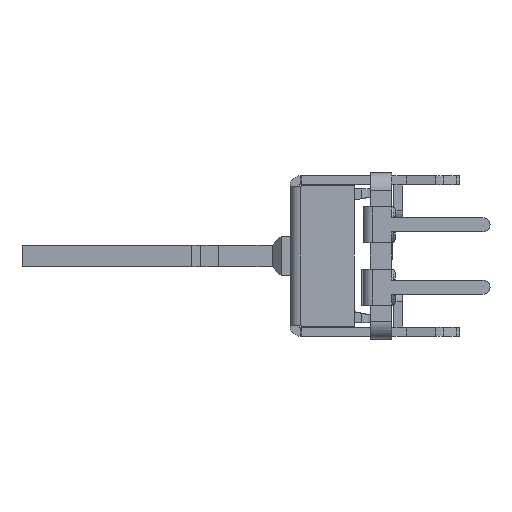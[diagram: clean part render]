
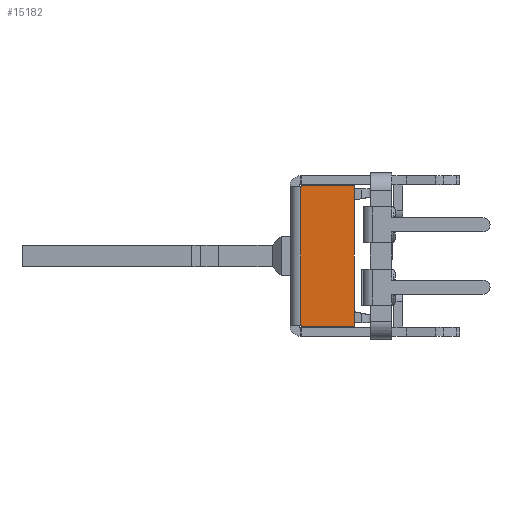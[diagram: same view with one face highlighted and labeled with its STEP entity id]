
A CAD part, left-side view. The second image highlights one B-rep face of the part: STEP entity #15182.
In plain terms, the highlighted planar face has unit normal (-1, 0, 0).
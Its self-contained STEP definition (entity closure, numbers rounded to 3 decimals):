
#3561=DIRECTION('',(0.,0.,-1.));
#3562=VECTOR('',#3561,7.75);
#3563=CARTESIAN_POINT('',(-37.5,-0.6,3.875));
#3564=LINE('',#3563,#3562);
#3565=DIRECTION('',(0.,0.,-1.));
#3566=VECTOR('',#3565,7.859);
#3567=CARTESIAN_POINT('',(-37.5,-3.6,3.929));
#3568=LINE('',#3567,#3566);
#3569=DIRECTION('',(0.,1.,0.));
#3570=VECTOR('',#3569,2.975);
#3571=CARTESIAN_POINT('',(-37.5,-3.6,-3.929));
#3572=LINE('',#3571,#3570);
#3573=DIRECTION('',(0.,0.,1.));
#3574=VECTOR('',#3573,0.054);
#3575=CARTESIAN_POINT('',(-37.5,-0.625,-3.929));
#3576=LINE('',#3575,#3574);
#3577=DIRECTION('',(0.,-1.,0.));
#3578=VECTOR('',#3577,0.025);
#3579=CARTESIAN_POINT('',(-37.5,-0.6,3.875));
#3580=LINE('',#3579,#3578);
#3581=DIRECTION('',(0.,0.,1.));
#3582=VECTOR('',#3581,0.054);
#3583=CARTESIAN_POINT('',(-37.5,-0.625,
3.875));
#3584=LINE('',#3583,#3582);
#3585=DIRECTION('',(0.,-1.,0.));
#3586=VECTOR('',#3585,2.975);
#3587=CARTESIAN_POINT('',(-37.5,-0.625,3.929));
#3588=LINE('',#3587,#3586);
#3613=DIRECTION('',(0.,-1.,0.));
#3614=VECTOR('',#3613,0.025);
#3615=CARTESIAN_POINT('',(-37.5,-0.6,-3.875));
#3616=LINE('',#3615,#3614);
#9667=CARTESIAN_POINT('',(-37.5,-0.6,-3.875));
#9668=VERTEX_POINT('',#9667);
#9687=CARTESIAN_POINT('',(-37.5,-0.625,
3.875));
#9688=VERTEX_POINT('',#9687);
#9689=CARTESIAN_POINT('',(-37.5,-0.625,3.929));
#9690=VERTEX_POINT('',#9689);
#9691=CARTESIAN_POINT('',(-37.5,-0.6,3.875));
#9692=VERTEX_POINT('',#9691);
#9693=CARTESIAN_POINT('',(-37.5,-3.6,3.929));
#9694=CARTESIAN_POINT('',(-37.5,-3.6,-3.929));
#9695=VERTEX_POINT('',#9693);
#9696=VERTEX_POINT('',#9694);
#9697=CARTESIAN_POINT('',(-37.5,-0.625,-3.929));
#9698=VERTEX_POINT('',#9697);
#9699=CARTESIAN_POINT('',(-37.5,-0.625,
-3.875));
#9700=VERTEX_POINT('',#9699);
#15162=CARTESIAN_POINT('',(-37.5,-2.1,0.));
#15163=DIRECTION('',(1.,0.,0.));
#15164=DIRECTION('',(0.,0.,1.));
#15165=AXIS2_PLACEMENT_3D('',#15162,#15163,#15164);
#15166=PLANE('',#15165);
#15168=ORIENTED_EDGE('',*,*,#15167,.T.);
#15170=ORIENTED_EDGE('',*,*,#15169,.T.);
#15172=ORIENTED_EDGE('',*,*,#15171,.T.);
#15174=ORIENTED_EDGE('',*,*,#15173,.F.);
#15175=ORIENTED_EDGE('',*,*,#15156,.F.);
#15176=ORIENTED_EDGE('',*,*,#15130,.T.);
#15177=ORIENTED_EDGE('',*,*,#15116,.T.);
#15179=ORIENTED_EDGE('',*,*,#15178,.T.);
#15180=EDGE_LOOP('',(#15168,#15170,#15172,#15174,#15175,#15176,#15177,#15179));
#15181=FACE_OUTER_BOUND('',#15180,.F.);
#15182=ADVANCED_FACE('',(#15181),#15166,.F.);
#15116=EDGE_CURVE('',#9688,#9690,#3584,.T.);
#15130=EDGE_CURVE('',#9692,#9688,#3580,.T.);
#15156=EDGE_CURVE('',#9692,#9668,#3564,.T.);
#15167=EDGE_CURVE('',#9695,#9696,#3568,.T.);
#15169=EDGE_CURVE('',#9696,#9698,#3572,.T.);
#15171=EDGE_CURVE('',#9698,#9700,#3576,.T.);
#15173=EDGE_CURVE('',#9668,#9700,#3616,.T.);
#15178=EDGE_CURVE('',#9690,#9695,#3588,.T.);
